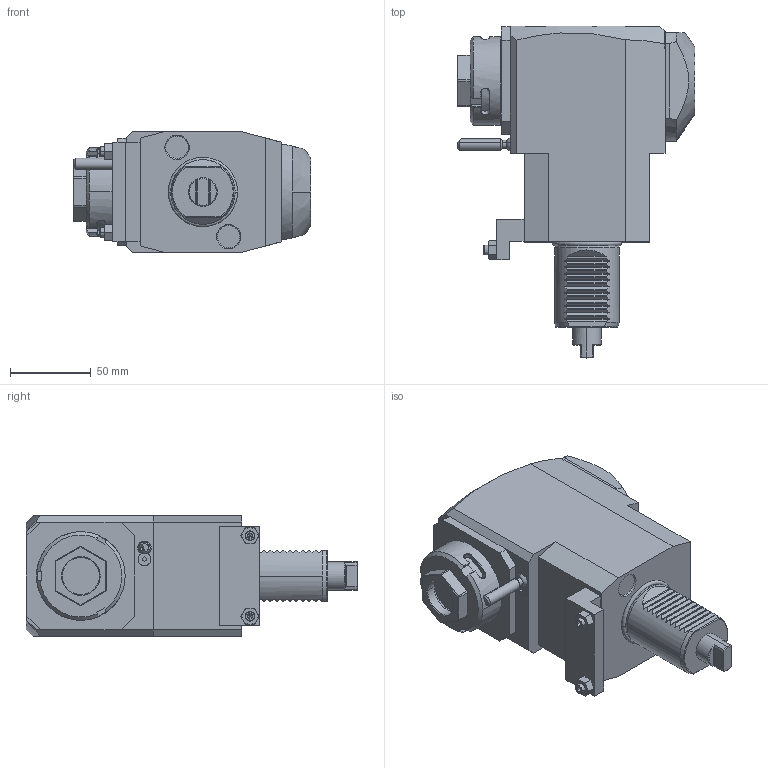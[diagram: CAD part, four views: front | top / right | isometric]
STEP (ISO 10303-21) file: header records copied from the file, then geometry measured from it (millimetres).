
FILE_DESCRIPTION((''),'2;1');
FILE_NAME('NGT1_40_225_32_1_3_100TD','2024-10-25T',('vali'),('NOVA GRUP'),'PRO/ENGINEER BY PARAMETRIC TECHNOLOGY CORPORATION, 2010280','PRO/ENGINEER BY PARAMETRIC TECHNOLOGY CORPORATION, 2010280','');
FILE_SCHEMA(('CONFIG_CONTROL_DESIGN'));
Length unit declared in the file: millimetre
Products named in the file (1): NGT1_40_225_32_1_3_100TD
Bounding box: 147.5 x 206 x 75 mm (x, y, z)
Volume: 1076953.6 mm3; surface area: 78588.2 mm2
Topology: 1 solids, 1 shells, 380 faces, 996 edges, 625 vertices
Faces by surface type: plane 219, cylinder 71, cone 66, bspline 18, torus 4, sphere 2
Entity records: 14929 total; most frequent: CARTESIAN_POINT 6160, ORIENTED_EDGE 1968, DIRECTION 1560, EDGE_CURVE 984, VERTEX_POINT 625, VECTOR 528, LINE 528, AXIS2_PLACEMENT_3D 516
